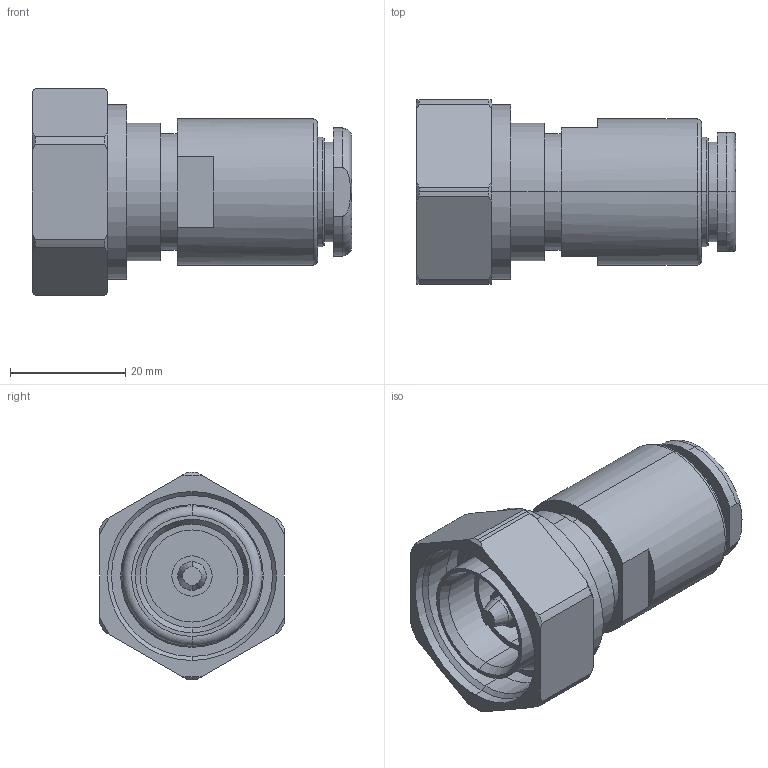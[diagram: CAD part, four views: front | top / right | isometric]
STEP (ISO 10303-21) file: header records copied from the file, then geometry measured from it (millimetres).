
FILE_DESCRIPTION (( 'STEP AP203' ), '1' );
FILE_NAME ('3190-502.STEP', '2019-02-21T02:32:34', ( '' ), ( '' ), 'SwSTEP 2.0', 'SolidWorks 2017', '' );
FILE_SCHEMA (( 'CONFIG_CONTROL_DESIGN' ));
Length unit declared in the file: millimetre
Products named in the file (1): 3190-502
Bounding box: 55.46 x 32 x 36.07 mm (x, y, z)
Volume: 25820.9 mm3; surface area: 9617.4 mm2
Topology: 1 solids, 1 shells, 101 faces, 232 edges, 148 vertices
Faces by surface type: cylinder 40, plane 29, cone 26, torus 6
Entity records: 3051 total; most frequent: CARTESIAN_POINT 620, DIRECTION 532, ORIENTED_EDGE 464, EDGE_CURVE 232, AXIS2_PLACEMENT_3D 224, VERTEX_POINT 148, CIRCLE 122, EDGE_LOOP 116
